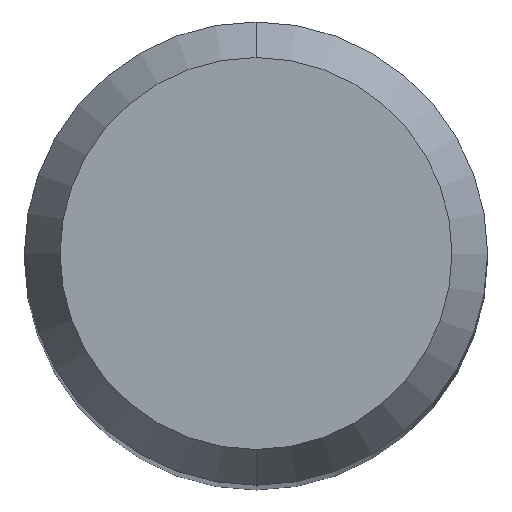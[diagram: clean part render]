
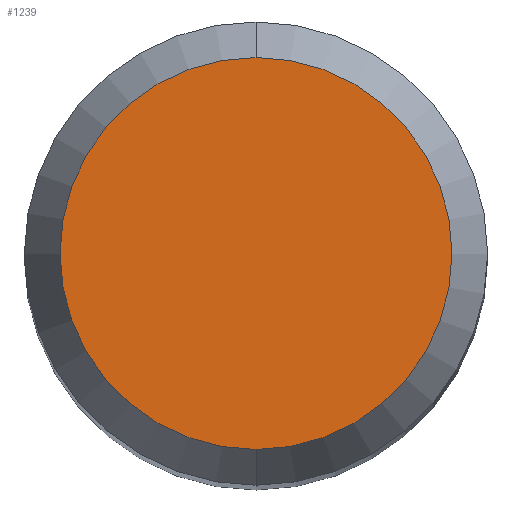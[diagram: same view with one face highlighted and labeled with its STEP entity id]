
A CAD part, top view. The second image highlights one B-rep face of the part: STEP entity #1239.
In plain terms, the highlighted planar face has unit normal (0, 0, 1).
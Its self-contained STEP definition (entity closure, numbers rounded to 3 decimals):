
#675=EDGE_CURVE('',#1073,#1237,#1592,.T.);
#1073=VERTEX_POINT('',#2031);
#1237=VERTEX_POINT('',#2205);
#1239=ADVANCED_FACE('',(#2207),#2208,.T.);
#1307=EDGE_CURVE('',#1237,#1073,#2281,.T.);
#1592=CIRCLE('',#4037,2.538);
#2031=CARTESIAN_POINT('',(0.0,2.538,0.0));
#2205=CARTESIAN_POINT('',(0.,-2.538,0.0));
#2207=FACE_OUTER_BOUND('',#7331,.T.);
#2208=PLANE('',#7332);
#2281=CIRCLE('',#7764,2.538);
#4037=AXIS2_PLACEMENT_3D('',#8390,#8391,#8392);
#7331=EDGE_LOOP('',(#9039,#9040));
#7332=AXIS2_PLACEMENT_3D('',#9041,#9042,#9043);
#7764=AXIS2_PLACEMENT_3D('',#9108,#9109,#9110);
#8390=CARTESIAN_POINT('',(0.0,0.0,0.0));
#8391=DIRECTION('',(0.0,0.0,-1.0));
#8392=DIRECTION('',(0.0,1.0,0.0));
#9039=ORIENTED_EDGE('',*,*,#675,.F.);
#9040=ORIENTED_EDGE('',*,*,#1307,.F.);
#9041=CARTESIAN_POINT('',(0.0,1.269,0.0));
#9042=DIRECTION('',(-0.0,0.0,1.0));
#9043=DIRECTION('',(0.0,-1.0,0.0));
#9108=CARTESIAN_POINT('',(0.0,0.0,0.0));
#9109=DIRECTION('',(0.0,0.0,-1.0));
#9110=DIRECTION('',(0.0,1.0,0.0));
